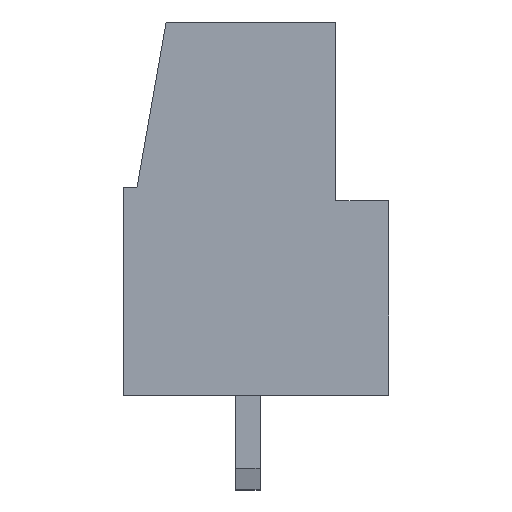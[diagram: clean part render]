
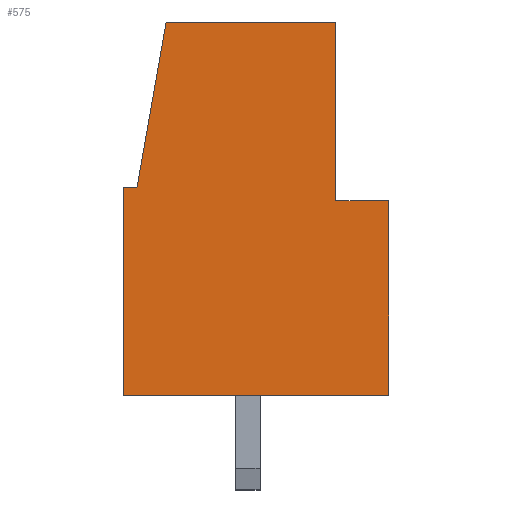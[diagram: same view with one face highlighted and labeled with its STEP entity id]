
A CAD part, left-side view. The second image highlights one B-rep face of the part: STEP entity #575.
In plain terms, the highlighted planar face has unit normal (-1, 0, 0).
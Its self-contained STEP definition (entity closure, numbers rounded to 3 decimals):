
#575 = ADVANCED_FACE( '', ( #1426 ), #1427, .T. );
#1426 = FACE_OUTER_BOUND( '', #2602, .T. );
#1427 = PLANE( '', #2603 );
#2602 = EDGE_LOOP( '', ( #4114, #4115, #4116, #4117, #4118, #4119, #4120, #4121 ) );
#2603 = AXIS2_PLACEMENT_3D( '', #4122, #4123, #4124 );
#4114 = ORIENTED_EDGE( '', *, *, #7000, .T. );
#4115 = ORIENTED_EDGE( '', *, *, #7316, .F. );
#4116 = ORIENTED_EDGE( '', *, *, #7317, .T. );
#4117 = ORIENTED_EDGE( '', *, *, #7318, .F. );
#4118 = ORIENTED_EDGE( '', *, *, #7319, .F. );
#4119 = ORIENTED_EDGE( '', *, *, #7320, .T. );
#4120 = ORIENTED_EDGE( '', *, *, #7321, .F. );
#4121 = ORIENTED_EDGE( '', *, *, #7322, .F. );
#4122 = CARTESIAN_POINT( '', ( -2.54, 0., 0. ) );
#4123 = DIRECTION( '', ( -1., 0., 0. ) );
#4124 = DIRECTION( '', ( 0., 0., 1. ) );
#7000 = EDGE_CURVE( '', #8336, #8334, #8337, .T. );
#7316 = EDGE_CURVE( '', #8888, #8334, #8889, .T. );
#7317 = EDGE_CURVE( '', #8888, #8890, #8891, .T. );
#7318 = EDGE_CURVE( '', #8892, #8890, #8893, .T. );
#7319 = EDGE_CURVE( '', #8894, #8892, #8895, .T. );
#7320 = EDGE_CURVE( '', #8894, #8896, #8897, .T. );
#7321 = EDGE_CURVE( '', #8898, #8896, #8899, .T. );
#7322 = EDGE_CURVE( '', #8336, #8898, #8900, .T. );
#8334 = VERTEX_POINT( '', #10292 );
#8336 = VERTEX_POINT( '', #10295 );
#8337 = LINE( '', #10296, #10297 );
#8888 = VERTEX_POINT( '', #11085 );
#8889 = LINE( '', #11086, #11087 );
#8890 = VERTEX_POINT( '', #11088 );
#8891 = LINE( '', #11089, #11090 );
#8892 = VERTEX_POINT( '', #11091 );
#8893 = LINE( '', #11092, #11093 );
#8894 = VERTEX_POINT( '', #11094 );
#8895 = LINE( '', #11095, #11096 );
#8896 = VERTEX_POINT( '', #11097 );
#8897 = LINE( '', #11098, #11099 );
#8898 = VERTEX_POINT( '', #11100 );
#8899 = LINE( '', #11101, #11102 );
#8900 = LINE( '', #11103, #11104 );
#10292 = CARTESIAN_POINT( '', ( -2.54, -9.8, 0. ) );
#10295 = CARTESIAN_POINT( '', ( -2.54, 0., 0. ) );
#10296 = CARTESIAN_POINT( '', ( -2.54, 0., 0. ) );
#10297 = VECTOR( '', #13119, 1000. );
#11085 = CARTESIAN_POINT( '', ( -2.54, -9.8, 7.2 ) );
#11086 = CARTESIAN_POINT( '', ( -2.54, -9.8, 7.2 ) );
#11087 = VECTOR( '', #13423, 1000. );
#11088 = CARTESIAN_POINT( '', ( -2.54, -7.85, 7.2 ) );
#11089 = CARTESIAN_POINT( '', ( -2.54, -9.8, 7.2 ) );
#11090 = VECTOR( '', #13424, 1000. );
#11091 = CARTESIAN_POINT( '', ( -2.54, -7.85, 13.8 ) );
#11092 = CARTESIAN_POINT( '', ( -2.54, -7.85, 13.8 ) );
#11093 = VECTOR( '', #13425, 1000. );
#11094 = CARTESIAN_POINT( '', ( -2.54, -1.576, 13.8 ) );
#11095 = CARTESIAN_POINT( '', ( -2.54, -1.576, 13.8 ) );
#11096 = VECTOR( '', #13426, 1000. );
#11097 = CARTESIAN_POINT( '', ( -2.54, -0.5, 7.7 ) );
#11098 = CARTESIAN_POINT( '', ( -2.54, -1.576, 13.8 ) );
#11099 = VECTOR( '', #13427, 1000. );
#11100 = CARTESIAN_POINT( '', ( -2.54, 0., 7.7 ) );
#11101 = CARTESIAN_POINT( '', ( -2.54, 0., 7.7 ) );
#11102 = VECTOR( '', #13428, 1000. );
#11103 = CARTESIAN_POINT( '', ( -2.54, 0., 0. ) );
#11104 = VECTOR( '', #13429, 1000. );
#13119 = DIRECTION( '', ( 0., -1., 0. ) );
#13423 = DIRECTION( '', ( 0., 0., -1. ) );
#13424 = DIRECTION( '', ( 0., 1., 0. ) );
#13425 = DIRECTION( '', ( 0., 0., -1. ) );
#13426 = DIRECTION( '', ( 0., -1., 0. ) );
#13427 = DIRECTION( '', ( 0., 0.174, -0.985 ) );
#13428 = DIRECTION( '', ( 0., -1., 0. ) );
#13429 = DIRECTION( '', ( 0., 0., 1. ) );
